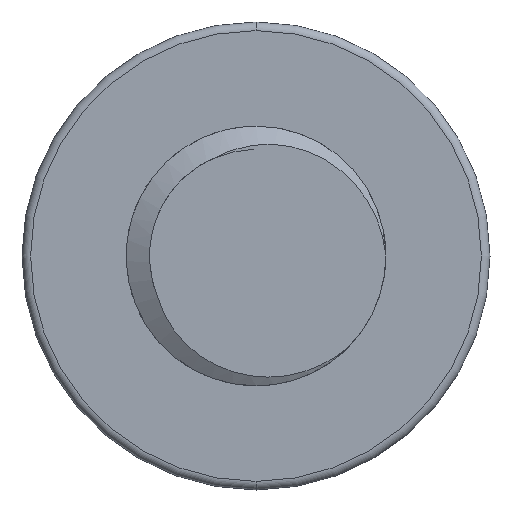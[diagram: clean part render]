
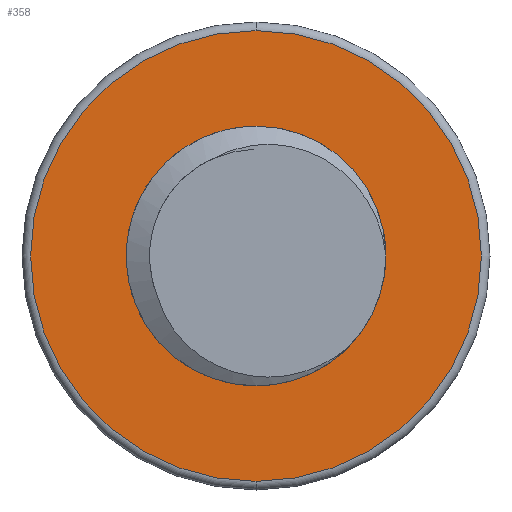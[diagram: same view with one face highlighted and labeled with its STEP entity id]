
A CAD part, front view. The second image highlights one B-rep face of the part: STEP entity #358.
In plain terms, the highlighted planar face has unit normal (0, -1, 0).
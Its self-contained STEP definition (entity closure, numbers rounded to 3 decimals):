
#176 = DIRECTION ( 'NONE',  ( 0., 0., -1. ) ) ;
#236 = EDGE_CURVE ( 'NONE', #1303, #2201, #3123, .T. ) ;
#268 = ORIENTED_EDGE ( 'NONE', *, *, #2797, .T. ) ;
#305 = CARTESIAN_POINT ( 'NONE',  ( 0., 6., 0. ) ) ;
#358 = ADVANCED_FACE ( 'NONE', ( #3244, #418 ), #2242, .T. ) ;
#418 = FACE_BOUND ( 'NONE', #3100, .T. ) ;
#548 = DIRECTION ( 'NONE',  ( 0., -1., 0. ) ) ;
#583 = DIRECTION ( 'NONE',  ( 0., 0., -1. ) ) ;
#652 = ORIENTED_EDGE ( 'NONE', *, *, #236, .F. ) ;
#739 = VERTEX_POINT ( 'NONE', #1780 ) ;
#752 = CARTESIAN_POINT ( 'NONE',  ( 0., 6., 2.603 ) ) ;
#920 = ORIENTED_EDGE ( 'NONE', *, *, #1383, .T. ) ;
#962 = CIRCLE ( 'NONE', #1403, 2.603 ) ;
#1085 = AXIS2_PLACEMENT_3D ( 'NONE', #2766, #2748, #1729 ) ;
#1234 = DIRECTION ( 'NONE',  ( 0., -1., 0. ) ) ;
#1236 = VERTEX_POINT ( 'NONE', #752 ) ;
#1303 = VERTEX_POINT ( 'NONE', #2821 ) ;
#1383 = EDGE_CURVE ( 'NONE', #1236, #739, #962, .T. ) ;
#1384 = CIRCLE ( 'NONE', #3298, 1.5 ) ;
#1403 = AXIS2_PLACEMENT_3D ( 'NONE', #305, #548, #583 ) ;
#1467 = CARTESIAN_POINT ( 'NONE',  ( 1.5, 6., 0. ) ) ;
#1717 = CARTESIAN_POINT ( 'NONE',  ( 1.07, 6., -1.051 ) ) ;
#1729 = DIRECTION ( 'NONE',  ( 0., 0., -1. ) ) ;
#1780 = CARTESIAN_POINT ( 'NONE',  ( 0., 6., -2.603 ) ) ;
#1982 = DIRECTION ( 'NONE',  ( 0., 0., -1. ) ) ;
#2024 = ORIENTED_EDGE ( 'NONE', *, *, #2167, .F. ) ;
#2157 = AXIS2_PLACEMENT_3D ( 'NONE', #1467, #2516, #2467 ) ;
#2167 = EDGE_CURVE ( 'NONE', #2201, #1303, #1384, .T. ) ;
#2201 = VERTEX_POINT ( 'NONE', #1717 ) ;
#2210 = CARTESIAN_POINT ( 'NONE',  ( 0., 6., 0. ) ) ;
#2242 = PLANE ( 'NONE',  #2157 ) ;
#2244 = CIRCLE ( 'NONE', #1085, 2.603 ) ;
#2362 = AXIS2_PLACEMENT_3D ( 'NONE', #2210, #2448, #1982 ) ;
#2448 = DIRECTION ( 'NONE',  ( 0., -1., 0. ) ) ;
#2467 = DIRECTION ( 'NONE',  ( 0., 0., -1. ) ) ;
#2516 = DIRECTION ( 'NONE',  ( 0., -1., 0. ) ) ;
#2748 = DIRECTION ( 'NONE',  ( 0., -1., 0. ) ) ;
#2766 = CARTESIAN_POINT ( 'NONE',  ( 0., 6., 0. ) ) ;
#2797 = EDGE_CURVE ( 'NONE', #739, #1236, #2244, .T. ) ;
#2821 = CARTESIAN_POINT ( 'NONE',  ( 1.5, 6., 0. ) ) ;
#3100 = EDGE_LOOP ( 'NONE', ( #652, #2024 ) ) ;
#3123 = CIRCLE ( 'NONE', #2362, 1.5 ) ;
#3219 = EDGE_LOOP ( 'NONE', ( #268, #920 ) ) ;
#3244 = FACE_OUTER_BOUND ( 'NONE', #3219, .T. ) ;
#3298 = AXIS2_PLACEMENT_3D ( 'NONE', #3337, #1234, #176 ) ;
#3337 = CARTESIAN_POINT ( 'NONE',  ( 0., 6., 0. ) ) ;
